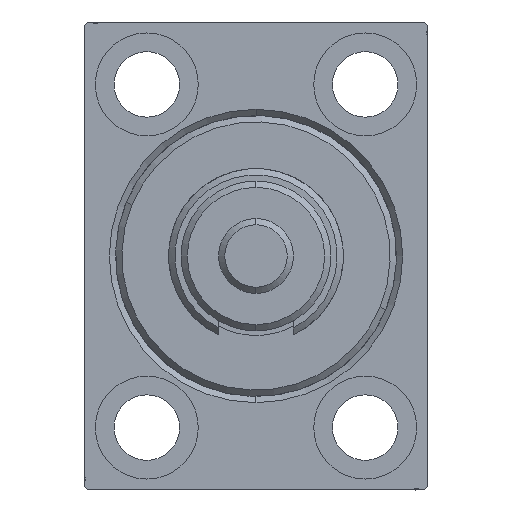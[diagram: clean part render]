
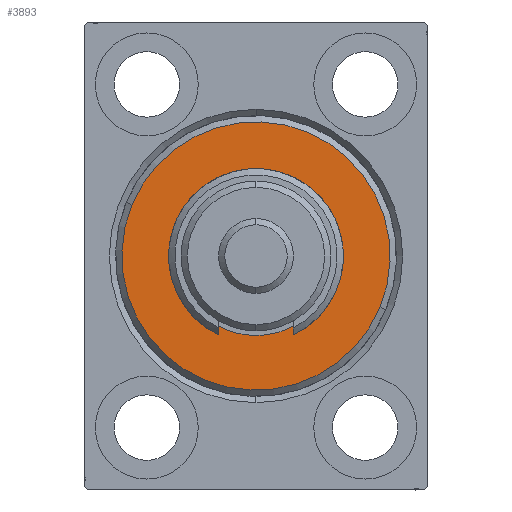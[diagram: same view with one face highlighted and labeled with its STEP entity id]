
A CAD part, left-side view. The second image highlights one B-rep face of the part: STEP entity #3893.
In plain terms, the highlighted face is planar.
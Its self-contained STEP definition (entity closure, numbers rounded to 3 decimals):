
#84 = EDGE_LOOP ( 'NONE', ( #37582, #35896 ) ) ;
#1716 = FACE_BOUND ( 'NONE', #3511, .T. ) ;
#2057 = CARTESIAN_POINT ( 'NONE',  ( 3., 0., 21.5 ) ) ;
#3215 = EDGE_CURVE ( 'NONE', #40705, #40602, #36297, .T. ) ;
#3511 = EDGE_LOOP ( 'NONE', ( #15605, #22646 ) ) ;
#3893 = ADVANCED_FACE ( 'NONE', ( #40626, #1716 ), #5021, .T. ) ;
#3934 = AXIS2_PLACEMENT_3D ( 'NONE', #34230, #30449, #41313 ) ;
#5021 = PLANE ( 'NONE',  #3934 ) ;
#10278 = CARTESIAN_POINT ( 'NONE',  ( 3., 0., -12.75 ) ) ;
#11373 = CARTESIAN_POINT ( 'NONE',  ( 3., 0., 0. ) ) ;
#12709 = CARTESIAN_POINT ( 'NONE',  ( 3., 0., 0. ) ) ;
#12792 = AXIS2_PLACEMENT_3D ( 'NONE', #11373, #43250, #18448 ) ;
#15605 = ORIENTED_EDGE ( 'NONE', *, *, #43822, .T. ) ;
#16538 = CIRCLE ( 'NONE', #12792, 21.5 ) ;
#16725 = DIRECTION ( 'NONE',  ( 0., 0., -1. ) ) ;
#17290 = CIRCLE ( 'NONE', #18066, 12.75 ) ;
#18066 = AXIS2_PLACEMENT_3D ( 'NONE', #39134, #39602, #32044 ) ;
#18448 = DIRECTION ( 'NONE',  ( 0., 0., -1. ) ) ;
#19034 = CARTESIAN_POINT ( 'NONE',  ( 3., 0., 0. ) ) ;
#20663 = EDGE_CURVE ( 'NONE', #30967, #30699, #17290, .T. ) ;
#22646 = ORIENTED_EDGE ( 'NONE', *, *, #20663, .T. ) ;
#23308 = CIRCLE ( 'NONE', #33839, 12.75 ) ;
#25734 = AXIS2_PLACEMENT_3D ( 'NONE', #19034, #43815, #40500 ) ;
#30449 = DIRECTION ( 'NONE',  ( 1., 0., 0. ) ) ;
#30699 = VERTEX_POINT ( 'NONE', #32022 ) ;
#30922 = CARTESIAN_POINT ( 'NONE',  ( 3., 0., -21.5 ) ) ;
#30967 = VERTEX_POINT ( 'NONE', #10278 ) ;
#31320 = DIRECTION ( 'NONE',  ( -1., 0., 0. ) ) ;
#32022 = CARTESIAN_POINT ( 'NONE',  ( 3., 0., 12.75 ) ) ;
#32044 = DIRECTION ( 'NONE',  ( 0., 0., -1. ) ) ;
#33839 = AXIS2_PLACEMENT_3D ( 'NONE', #12709, #31320, #16725 ) ;
#34230 = CARTESIAN_POINT ( 'NONE',  ( 3., 0., 0. ) ) ;
#35896 = ORIENTED_EDGE ( 'NONE', *, *, #45686, .T. ) ;
#36297 = CIRCLE ( 'NONE', #25734, 21.5 ) ;
#37582 = ORIENTED_EDGE ( 'NONE', *, *, #3215, .T. ) ;
#39134 = CARTESIAN_POINT ( 'NONE',  ( 3., 0., 0. ) ) ;
#39602 = DIRECTION ( 'NONE',  ( -1., 0., 0. ) ) ;
#40500 = DIRECTION ( 'NONE',  ( 0., 0., -1. ) ) ;
#40602 = VERTEX_POINT ( 'NONE', #30922 ) ;
#40626 = FACE_OUTER_BOUND ( 'NONE', #84, .T. ) ;
#40705 = VERTEX_POINT ( 'NONE', #2057 ) ;
#41313 = DIRECTION ( 'NONE',  ( 0., 0., -1. ) ) ;
#43250 = DIRECTION ( 'NONE',  ( 1., 0., 0. ) ) ;
#43815 = DIRECTION ( 'NONE',  ( 1., 0., 0. ) ) ;
#43822 = EDGE_CURVE ( 'NONE', #30699, #30967, #23308, .T. ) ;
#45686 = EDGE_CURVE ( 'NONE', #40602, #40705, #16538, .T. ) ;
